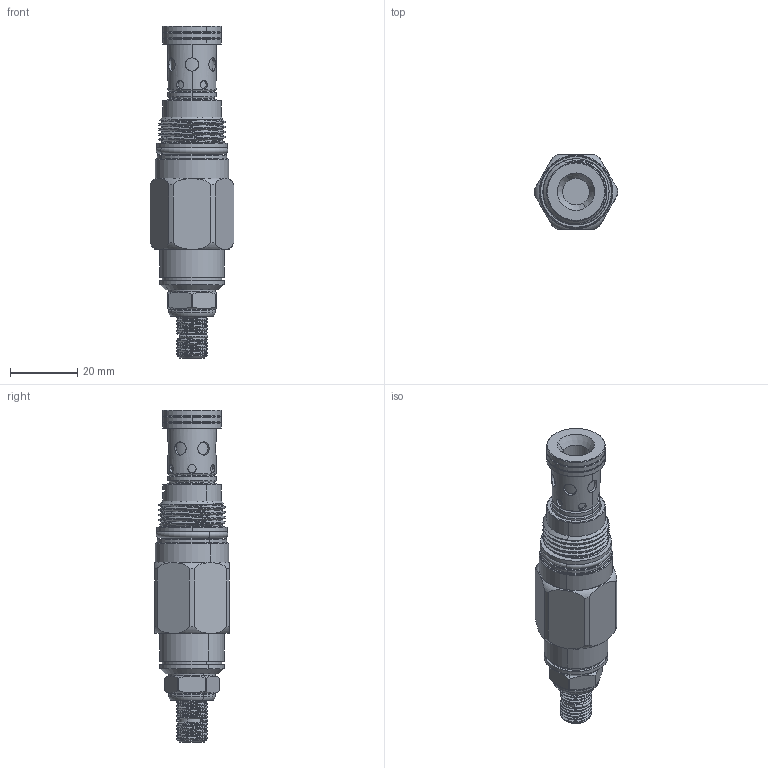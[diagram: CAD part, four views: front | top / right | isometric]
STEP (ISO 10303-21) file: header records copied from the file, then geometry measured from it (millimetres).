
FILE_DESCRIPTION (( 'STEP AP203' ), '1' );
FILE_NAME ('RD10A25-L.STEP', '2016-08-01T02:45:11', ( '' ), ( '' ), 'SwSTEP 2.0', 'SolidWorks 2012', '' );
FILE_SCHEMA (( 'CONFIG_CONTROL_DESIGN' ));
Length unit declared in the file: millimetre
Products named in the file (1): RD10A25-L
Bounding box: 24.79 x 22.22 x 98.56 mm (x, y, z)
Volume: 24101.9 mm3; surface area: 10734.7 mm2
Topology: 5 solids, 5 shells, 399 faces, 972 edges, 610 vertices
Faces by surface type: cylinder 196, cone 66, plane 65, torus 57, bspline 15
Entity records: 23872 total; most frequent: CARTESIAN_POINT 15038, ORIENTED_EDGE 1928, DIRECTION 1753, EDGE_CURVE 964, AXIS2_PLACEMENT_3D 728, VERTEX_POINT 610, EDGE_LOOP 438, ADVANCED_FACE 399
